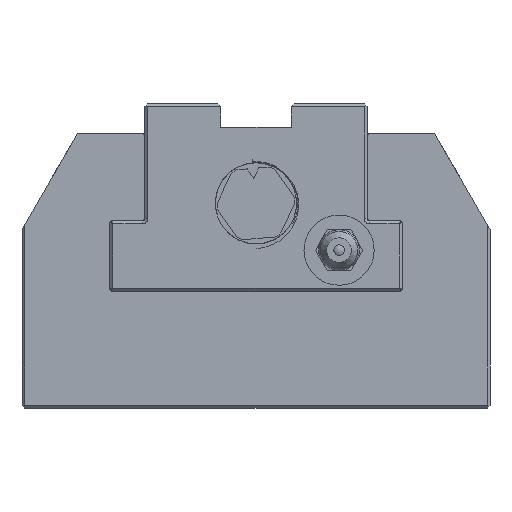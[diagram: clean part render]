
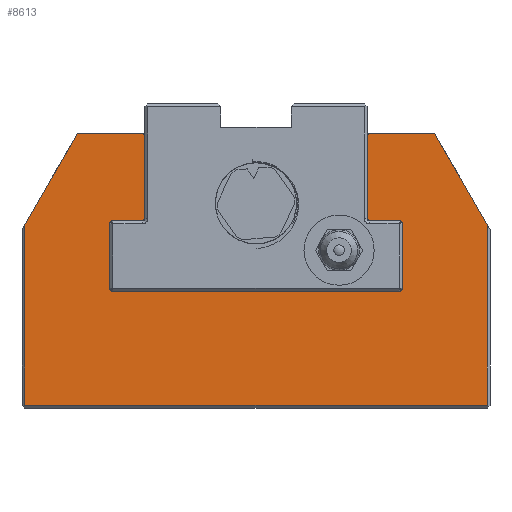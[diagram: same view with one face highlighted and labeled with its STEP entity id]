
A CAD part, left-side view. The second image highlights one B-rep face of the part: STEP entity #8613.
In plain terms, the highlighted planar face has unit normal (-1, 0, 0).
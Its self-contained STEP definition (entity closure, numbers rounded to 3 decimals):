
#297=CIRCLE('',#9236,0.4);
#298=CIRCLE('',#9237,0.4);
#299=CIRCLE('',#9238,0.4);
#300=CIRCLE('',#9239,0.4);
#603=PLANE('',#9235);
#924=FACE_OUTER_BOUND('',#1407,.T.);
#1407=EDGE_LOOP('',(#6218,#6219,#6220,#6221,#6222,#6223,#6224,#6225,#6226,
#6227,#6228,#6229,#6230,#6231,#6232,#6233,#6234,#6235,#6236,#6237,#6238,
#6239));
#1923=LINE('',#12562,#2801);
#1939=LINE('',#12702,#2817);
#1961=LINE('',#12863,#2839);
#1975=LINE('',#12905,#2853);
#2016=LINE('',#13097,#2894);
#2017=LINE('',#13100,#2895);
#2018=LINE('',#13101,#2896);
#2019=LINE('',#13103,#2897);
#2020=LINE('',#13105,#2898);
#2021=LINE('',#13107,#2899);
#2022=LINE('',#13109,#2900);
#2023=LINE('',#13113,#2901);
#2024=LINE('',#13117,#2902);
#2025=LINE('',#13121,#2903);
#2026=LINE('',#13125,#2904);
#2027=LINE('',#13127,#2905);
#2028=LINE('',#13129,#2906);
#2029=LINE('',#13130,#2907);
#2801=VECTOR('',#10015,10.);
#2817=VECTOR('',#10047,10.);
#2839=VECTOR('',#10081,10.);
#2853=VECTOR('',#10105,10.);
#2894=VECTOR('',#10178,10.);
#2895=VECTOR('',#10181,10.);
#2896=VECTOR('',#10182,10.);
#2897=VECTOR('',#10183,10.);
#2898=VECTOR('',#10184,10.);
#2899=VECTOR('',#10185,10.);
#2900=VECTOR('',#10186,10.);
#2901=VECTOR('',#10189,10.);
#2902=VECTOR('',#10192,10.);
#2903=VECTOR('',#10195,10.);
#2904=VECTOR('',#10198,10.);
#2905=VECTOR('',#10199,10.);
#2906=VECTOR('',#10200,10.);
#2907=VECTOR('',#10201,10.);
#3817=VERTEX_POINT('',#12559);
#3818=VERTEX_POINT('',#12561);
#3832=VERTEX_POINT('',#12701);
#3854=VERTEX_POINT('',#12860);
#3855=VERTEX_POINT('',#12862);
#3870=VERTEX_POINT('',#12904);
#3903=VERTEX_POINT('',#13095);
#3904=VERTEX_POINT('',#13099);
#3905=VERTEX_POINT('',#13102);
#3906=VERTEX_POINT('',#13104);
#3907=VERTEX_POINT('',#13106);
#3908=VERTEX_POINT('',#13108);
#3909=VERTEX_POINT('',#13110);
#3910=VERTEX_POINT('',#13112);
#3911=VERTEX_POINT('',#13114);
#3912=VERTEX_POINT('',#13116);
#3913=VERTEX_POINT('',#13118);
#3914=VERTEX_POINT('',#13120);
#3915=VERTEX_POINT('',#13122);
#3916=VERTEX_POINT('',#13124);
#3917=VERTEX_POINT('',#13126);
#3918=VERTEX_POINT('',#13128);
#4680=EDGE_CURVE('',#3817,#3818,#1923,.T.);
#4706=EDGE_CURVE('',#3832,#3818,#1939,.T.);
#4738=EDGE_CURVE('',#3855,#3854,#1961,.T.);
#4756=EDGE_CURVE('',#3855,#3870,#1975,.T.);
#4809=EDGE_CURVE('',#3903,#3854,#2016,.T.);
#4810=EDGE_CURVE('',#3904,#3903,#2017,.T.);
#4811=EDGE_CURVE('',#3832,#3904,#2018,.T.);
#4812=EDGE_CURVE('',#3905,#3817,#2019,.T.);
#4813=EDGE_CURVE('',#3905,#3906,#2020,.T.);
#4814=EDGE_CURVE('',#3907,#3906,#2021,.T.);
#4815=EDGE_CURVE('',#3907,#3908,#2022,.T.);
#4816=EDGE_CURVE('',#3909,#3908,#297,.T.);
#4817=EDGE_CURVE('',#3909,#3910,#2023,.T.);
#4818=EDGE_CURVE('',#3911,#3910,#298,.T.);
#4819=EDGE_CURVE('',#3911,#3912,#2024,.T.);
#4820=EDGE_CURVE('',#3913,#3912,#299,.T.);
#4821=EDGE_CURVE('',#3913,#3914,#2025,.T.);
#4822=EDGE_CURVE('',#3915,#3914,#300,.T.);
#4823=EDGE_CURVE('',#3915,#3916,#2026,.T.);
#4824=EDGE_CURVE('',#3917,#3916,#2027,.T.);
#4825=EDGE_CURVE('',#3917,#3918,#2028,.T.);
#4826=EDGE_CURVE('',#3870,#3918,#2029,.T.);
#6218=ORIENTED_EDGE('',*,*,#4809,.F.);
#6219=ORIENTED_EDGE('',*,*,#4810,.F.);
#6220=ORIENTED_EDGE('',*,*,#4811,.F.);
#6221=ORIENTED_EDGE('',*,*,#4706,.T.);
#6222=ORIENTED_EDGE('',*,*,#4680,.F.);
#6223=ORIENTED_EDGE('',*,*,#4812,.F.);
#6224=ORIENTED_EDGE('',*,*,#4813,.T.);
#6225=ORIENTED_EDGE('',*,*,#4814,.F.);
#6226=ORIENTED_EDGE('',*,*,#4815,.T.);
#6227=ORIENTED_EDGE('',*,*,#4816,.F.);
#6228=ORIENTED_EDGE('',*,*,#4817,.T.);
#6229=ORIENTED_EDGE('',*,*,#4818,.F.);
#6230=ORIENTED_EDGE('',*,*,#4819,.T.);
#6231=ORIENTED_EDGE('',*,*,#4820,.F.);
#6232=ORIENTED_EDGE('',*,*,#4821,.T.);
#6233=ORIENTED_EDGE('',*,*,#4822,.F.);
#6234=ORIENTED_EDGE('',*,*,#4823,.T.);
#6235=ORIENTED_EDGE('',*,*,#4824,.F.);
#6236=ORIENTED_EDGE('',*,*,#4825,.T.);
#6237=ORIENTED_EDGE('',*,*,#4826,.F.);
#6238=ORIENTED_EDGE('',*,*,#4756,.F.);
#6239=ORIENTED_EDGE('',*,*,#4738,.T.);
#8613=ADVANCED_FACE('',(#924),#603,.T.);
#9235=AXIS2_PLACEMENT_3D('',#13098,#10179,#10180);
#9236=AXIS2_PLACEMENT_3D('',#13111,#10187,#10188);
#9237=AXIS2_PLACEMENT_3D('',#13115,#10190,#10191);
#9238=AXIS2_PLACEMENT_3D('',#13119,#10193,#10194);
#9239=AXIS2_PLACEMENT_3D('',#13123,#10196,#10197);
#10015=DIRECTION('',(0.,-1.,0.));
#10047=DIRECTION('',(0.,0.5,0.866));
#10081=DIRECTION('',(0.,0.5,-0.866));
#10105=DIRECTION('',(0.,-1.,0.));
#10178=DIRECTION('',(0.,0.,1.));
#10179=DIRECTION('center_axis',(-1.,0.,0.));
#10180=DIRECTION('ref_axis',(0.,-1.,0.));
#10181=DIRECTION('',(0.,1.,0.));
#10182=DIRECTION('',(0.,0.,-1.));
#10183=DIRECTION('',(0.,-0.707,0.707));
#10184=DIRECTION('',(0.,0.,-1.));
#10185=DIRECTION('',(0.,0.707,0.707));
#10186=DIRECTION('',(0.,-1.,0.));
#10187=DIRECTION('center_axis',(-1.,0.,0.));
#10188=DIRECTION('ref_axis',(0.,-0.707,0.707));
#10189=DIRECTION('',(0.,0.,-1.));
#10190=DIRECTION('center_axis',(-1.,0.,0.));
#10191=DIRECTION('ref_axis',(0.,-0.707,-0.707));
#10192=DIRECTION('',(0.,1.,0.));
#10193=DIRECTION('center_axis',(-1.,0.,0.));
#10194=DIRECTION('ref_axis',(0.,0.707,-0.707));
#10195=DIRECTION('',(0.,0.,1.));
#10196=DIRECTION('center_axis',(-1.,0.,0.));
#10197=DIRECTION('ref_axis',(0.,0.707,0.707));
#10198=DIRECTION('',(0.,-1.,0.));
#10199=DIRECTION('',(0.,0.707,-0.707));
#10200=DIRECTION('',(0.,0.,1.));
#10201=DIRECTION('',(0.,-0.707,-0.707));
#12559=CARTESIAN_POINT('',(-45.,-19.5,47.));
#12561=CARTESIAN_POINT('',(-45.,-30.5,47.));
#12562=CARTESIAN_POINT('',(-45.,40.,47.));
#12701=CARTESIAN_POINT('',(-45.,-39.5,31.412));
#12702=CARTESIAN_POINT('',(-45.,-37.911,34.163));
#12860=CARTESIAN_POINT('',(-45.,39.5,31.412));
#12862=CARTESIAN_POINT('',(-45.,30.5,47.));
#12863=CARTESIAN_POINT('',(-45.,40.624,29.465));
#12904=CARTESIAN_POINT('',(-45.,19.5,47.));
#12905=CARTESIAN_POINT('',(-45.,40.,47.));
#13095=CARTESIAN_POINT('',(-45.,39.5,0.5));
#13097=CARTESIAN_POINT('',(-45.,39.5,0.));
#13098=CARTESIAN_POINT('Origin',(-45.,40.,0.));
#13099=CARTESIAN_POINT('',(-45.,-39.5,0.5));
#13100=CARTESIAN_POINT('',(-45.,20.,0.5));
#13101=CARTESIAN_POINT('',(-45.,-39.5,0.));
#13102=CARTESIAN_POINT('',(-45.,-19.,46.5));
#13103=CARTESIAN_POINT('',(-45.,7.25,20.25));
#13104=CARTESIAN_POINT('',(-45.,-19.,32.5));
#13105=CARTESIAN_POINT('',(-45.,-19.,26.259));
#13106=CARTESIAN_POINT('',(-45.,-19.5,32.));
#13107=CARTESIAN_POINT('',(-45.,-12.5,39.));
#13108=CARTESIAN_POINT('',(-45.,-24.6,32.));
#13109=CARTESIAN_POINT('',(-45.,10.5,32.));
#13110=CARTESIAN_POINT('',(-45.,-25.,31.6));
#13111=CARTESIAN_POINT('Origin',(-45.,-24.6,31.6));
#13112=CARTESIAN_POINT('',(-45.,-25.,20.4));
#13113=CARTESIAN_POINT('',(-45.,-25.,16.));
#13114=CARTESIAN_POINT('',(-45.,-24.6,20.));
#13115=CARTESIAN_POINT('Origin',(-45.,-24.6,20.4));
#13116=CARTESIAN_POINT('',(-45.,24.6,20.));
#13117=CARTESIAN_POINT('',(-45.,7.5,20.));
#13118=CARTESIAN_POINT('',(-45.,25.,20.4));
#13119=CARTESIAN_POINT('Origin',(-45.,24.6,20.4));
#13120=CARTESIAN_POINT('',(-45.,25.,31.6));
#13121=CARTESIAN_POINT('',(-45.,25.,10.));
#13122=CARTESIAN_POINT('',(-45.,24.6,32.));
#13123=CARTESIAN_POINT('Origin',(-45.,24.6,31.6));
#13124=CARTESIAN_POINT('',(-45.,19.5,32.));
#13125=CARTESIAN_POINT('',(-45.,32.5,32.));
#13126=CARTESIAN_POINT('',(-45.,19.,32.5));
#13127=CARTESIAN_POINT('',(-45.,32.5,19.));
#13128=CARTESIAN_POINT('',(-45.,19.,46.5));
#13129=CARTESIAN_POINT('',(-45.,19.,16.));
#13130=CARTESIAN_POINT('',(-45.,12.75,40.25));
